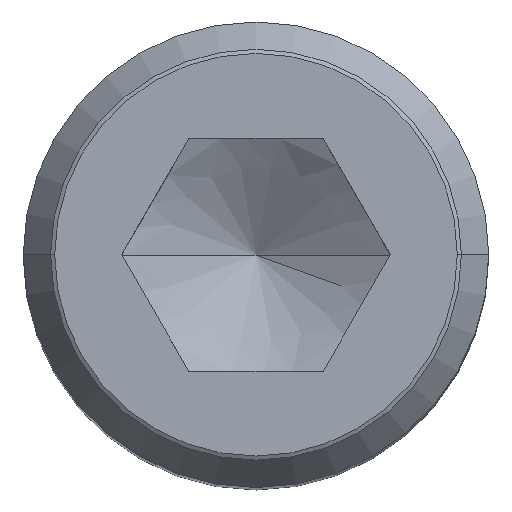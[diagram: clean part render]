
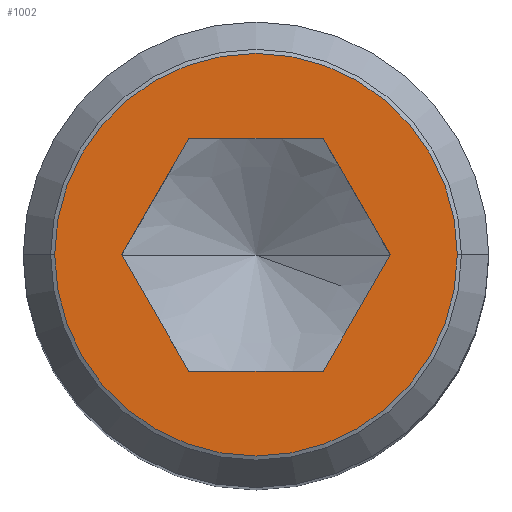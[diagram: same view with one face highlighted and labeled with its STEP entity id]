
A CAD part, top view. The second image highlights one B-rep face of the part: STEP entity #1002.
In plain terms, the highlighted planar face has unit normal (0, 0, 1).
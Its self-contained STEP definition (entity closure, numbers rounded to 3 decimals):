
#1002=ADVANCED_FACE('',(#1992,#1993),#1994,.T.);
#1992=FACE_BOUND('',#2976,.T.);
#1993=FACE_OUTER_BOUND('',#2977,.T.);
#1994=PLANE('',#2978);
#2976=EDGE_LOOP('',(#5629,#5630,#5631,#5632,#5633,#5634));
#2977=EDGE_LOOP('',(#5635,#5636));
#2978=AXIS2_PLACEMENT_3D('',#5637,#5638,#5639);
#5629=ORIENTED_EDGE('',*,*,#6634,.T.);
#5630=ORIENTED_EDGE('',*,*,#6645,.T.);
#5631=ORIENTED_EDGE('',*,*,#6641,.T.);
#5632=ORIENTED_EDGE('',*,*,#6637,.T.);
#5633=ORIENTED_EDGE('',*,*,#6627,.T.);
#5634=ORIENTED_EDGE('',*,*,#6631,.T.);
#5635=ORIENTED_EDGE('',*,*,#6624,.T.);
#5636=ORIENTED_EDGE('',*,*,#6647,.T.);
#5637=CARTESIAN_POINT('',(-8.715,0.,0.));
#5638=DIRECTION('',(0.0,0.0,1.0));
#5639=DIRECTION('',(-1.0,0.,0.0));
#6624=EDGE_CURVE('',#7991,#7993,#7995,.T.);
#6627=EDGE_CURVE('',#7999,#7997,#8000,.T.);
#6631=EDGE_CURVE('',#7997,#8003,#8005,.T.);
#6634=EDGE_CURVE('',#8003,#8007,#8009,.T.);
#6637=EDGE_CURVE('',#8013,#7999,#8014,.T.);
#6641=EDGE_CURVE('',#8019,#8013,#8020,.T.);
#6645=EDGE_CURVE('',#8007,#8019,#8024,.T.);
#6647=EDGE_CURVE('',#7993,#7991,#8026,.T.);
#7991=VERTEX_POINT('',#9967);
#7993=VERTEX_POINT('',#9970);
#7995=CIRCLE('',#9973,10.376);
#7997=VERTEX_POINT('',#9975);
#7999=VERTEX_POINT('',#9978);
#8000=LINE('',#9979,#9980);
#8003=VERTEX_POINT('',#9984);
#8005=LINE('',#9987,#9988);
#8007=VERTEX_POINT('',#9990);
#8009=LINE('',#9993,#9994);
#8013=VERTEX_POINT('',#10007);
#8014=LINE('',#10008,#10009);
#8019=VERTEX_POINT('',#10024);
#8020=LINE('',#10025,#10026);
#8024=LINE('',#10040,#10041);
#8026=CIRCLE('',#10043,10.376);
#9967=CARTESIAN_POINT('',(-10.376,0.,0.));
#9970=CARTESIAN_POINT('',(10.376,0.,0.));
#9973=AXIS2_PLACEMENT_3D('',#10896,#10897,#10898);
#9975=CARTESIAN_POINT('',(3.464,-6.0,0.));
#9978=CARTESIAN_POINT('',(6.928,0.0,0.));
#9979=CARTESIAN_POINT('',(4.33,-4.5,0.));
#9980=VECTOR('',#10900,1.0);
#9984=CARTESIAN_POINT('',(-3.464,-6.0,0.));
#9987=CARTESIAN_POINT('',(-1.732,-6.0,0.));
#9988=VECTOR('',#10903,1.0);
#9990=CARTESIAN_POINT('',(-6.928,0.0,0.));
#9993=CARTESIAN_POINT('',(-6.062,-1.5,0.));
#9994=VECTOR('',#10905,1.0);
#10007=CARTESIAN_POINT('',(3.464,6.0,0.));
#10008=CARTESIAN_POINT('',(6.062,1.5,0.));
#10009=VECTOR('',#10906,1.0);
#10024=CARTESIAN_POINT('',(-3.464,6.0,0.));
#10025=CARTESIAN_POINT('',(1.732,6.0,0.));
#10026=VECTOR('',#10908,1.0);
#10040=CARTESIAN_POINT('',(-4.33,4.5,0.));
#10041=VECTOR('',#10910,1.0);
#10043=AXIS2_PLACEMENT_3D('',#10911,#10912,#10913);
#10896=CARTESIAN_POINT('',(0.,0.,0.));
#10897=DIRECTION('',(0.0,0.0,1.0));
#10898=DIRECTION('',(-1.0,0.,0.0));
#10900=DIRECTION('',(-0.5,-0.866,0.));
#10903=DIRECTION('',(-1.0,0.0,0.0));
#10905=DIRECTION('',(-0.5,0.866,0.));
#10906=DIRECTION('',(0.5,-0.866,0.));
#10908=DIRECTION('',(1.0,0.0,0.0));
#10910=DIRECTION('',(0.5,0.866,0.));
#10911=CARTESIAN_POINT('',(0.,0.,0.));
#10912=DIRECTION('',(0.0,0.0,1.0));
#10913=DIRECTION('',(-1.0,0.,0.0));
